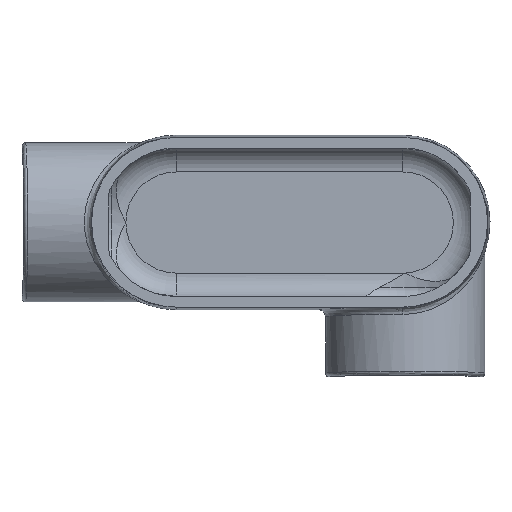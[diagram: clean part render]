
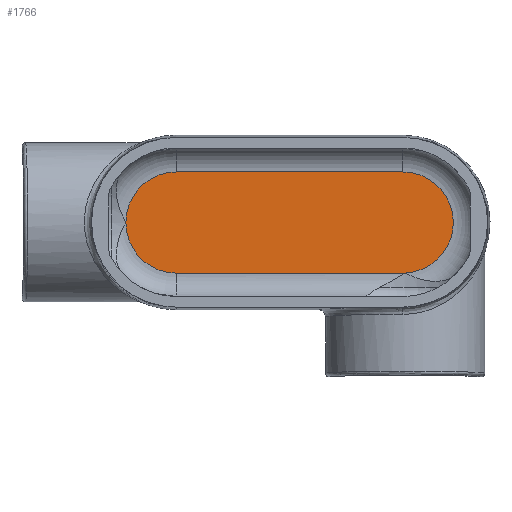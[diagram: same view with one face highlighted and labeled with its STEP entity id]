
A CAD part, top view. The second image highlights one B-rep face of the part: STEP entity #1766.
In plain terms, the highlighted planar face has unit normal (0, 0, 1).
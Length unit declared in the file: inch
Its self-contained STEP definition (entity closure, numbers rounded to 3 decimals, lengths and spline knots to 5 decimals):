
#127=PLANE('',#1971);
#230=FACE_OUTER_BOUND('',#334,.T.);
#334=EDGE_LOOP('',(#1482,#1483,#1484,#1485,#1486,#1487));
#413=LINE('',#2938,#496);
#449=LINE('',#4969,#532);
#496=VECTOR('',#2183,4.);
#532=VECTOR('',#2401,4.);
#626=CIRCLE('',#1875,0.89443);
#629=CIRCLE('',#1879,0.89443);
#655=CIRCLE('',#1964,0.89443);
#656=CIRCLE('',#1966,0.89443);
#762=VERTEX_POINT('',#2887);
#764=VERTEX_POINT('',#2896);
#765=VERTEX_POINT('',#2914);
#767=VERTEX_POINT('',#2937);
#828=VERTEX_POINT('',#4730);
#841=VERTEX_POINT('',#4961);
#952=EDGE_CURVE('',#762,#764,#626,.F.);
#956=EDGE_CURVE('',#765,#762,#629,.F.);
#959=EDGE_CURVE('',#764,#767,#413,.T.);
#1074=EDGE_CURVE('',#767,#828,#655,.F.);
#1075=EDGE_CURVE('',#828,#841,#656,.F.);
#1079=EDGE_CURVE('',#841,#765,#449,.T.);
#1482=ORIENTED_EDGE('',*,*,#952,.F.);
#1483=ORIENTED_EDGE('',*,*,#956,.F.);
#1484=ORIENTED_EDGE('',*,*,#1079,.F.);
#1485=ORIENTED_EDGE('',*,*,#1075,.F.);
#1486=ORIENTED_EDGE('',*,*,#1074,.F.);
#1487=ORIENTED_EDGE('',*,*,#959,.F.);
#1766=ADVANCED_FACE('',(#230),#127,.T.);
#1875=AXIS2_PLACEMENT_3D('',#2897,#2171,#2172);
#1879=AXIS2_PLACEMENT_3D('',#2916,#2179,#2180);
#1964=AXIS2_PLACEMENT_3D('',#4959,#2384,#2385);
#1966=AXIS2_PLACEMENT_3D('',#4962,#2388,#2389);
#1971=AXIS2_PLACEMENT_3D('',#4968,#2399,#2400);
#2171=DIRECTION('center_axis',(0.,0.,1.));
#2172=DIRECTION('ref_axis',(1.,0.,0.));
#2179=DIRECTION('center_axis',(0.,0.,1.));
#2180=DIRECTION('ref_axis',(1.,0.,0.));
#2183=DIRECTION('',(-1.,0.,0.));
#2384=DIRECTION('center_axis',(0.,0.,1.));
#2385=DIRECTION('ref_axis',(1.,0.,0.));
#2388=DIRECTION('center_axis',(0.,0.,1.));
#2389=DIRECTION('ref_axis',(1.,0.,0.));
#2399=DIRECTION('center_axis',(0.,0.,1.));
#2400=DIRECTION('ref_axis',(1.,0.,0.));
#2401=DIRECTION('',(1.,0.,0.));
#2887=CARTESIAN_POINT('',(2.04255,-0.89341,-1.3125));
#2896=CARTESIAN_POINT('',(2.,-0.89443,-1.3125));
#2897=CARTESIAN_POINT('Origin',(2.,0.,-1.3125));
#2914=CARTESIAN_POINT('',(2.,0.89443,-1.3125));
#2916=CARTESIAN_POINT('Origin',(2.,0.,-1.3125));
#2937=CARTESIAN_POINT('',(-2.,-0.89443,-1.3125));
#2938=CARTESIAN_POINT('',(2.,-0.89443,-1.3125));
#4730=CARTESIAN_POINT('',(-2.89443,0.,-1.3125));
#4959=CARTESIAN_POINT('Origin',(-2.,0.,-1.3125));
#4961=CARTESIAN_POINT('',(-2.,0.89443,-1.3125));
#4962=CARTESIAN_POINT('Origin',(-2.,0.,-1.3125));
#4968=CARTESIAN_POINT('Origin',(2.,0.,-1.3125));
#4969=CARTESIAN_POINT('',(-2.,0.89443,-1.3125));
